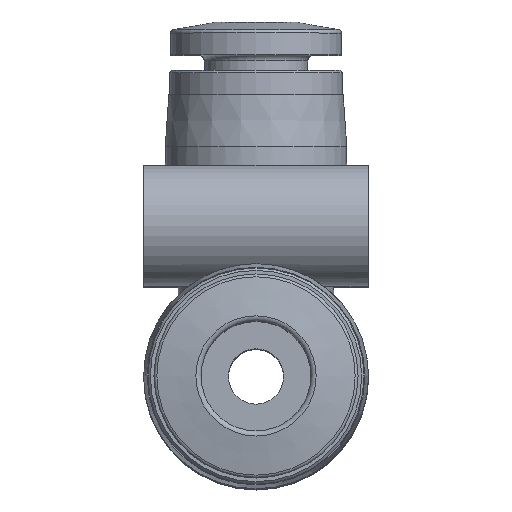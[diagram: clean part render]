
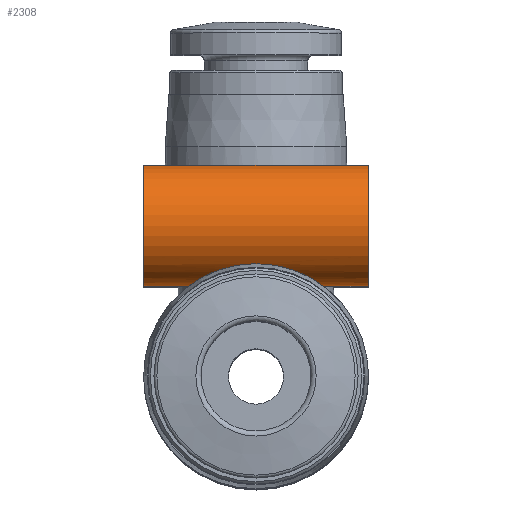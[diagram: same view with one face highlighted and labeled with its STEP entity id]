
A CAD part, top view. The second image highlights one B-rep face of the part: STEP entity #2308.
In plain terms, the highlighted cylindrical face has radius 3.5 mm (diameter 7 mm), a full revolution.
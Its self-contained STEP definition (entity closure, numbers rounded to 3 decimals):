
#129=B_SPLINE_CURVE_WITH_KNOTS('',3,(#3054,#3055,#3056,#3057),
 .UNSPECIFIED.,.F.,.F.,(4,4),(0.,0.002),
 .UNSPECIFIED.);
#132=B_SPLINE_CURVE_WITH_KNOTS('',3,(#3074,#3075,#3076,#3077,#3078,#3079,
#3080,#3081,#3082,#3083,#3084,#3085,#3086,#3087,#3088),.UNSPECIFIED.,.F.,
 .F.,(4,1,1,1,1,1,1,1,1,1,1,1,4),(0.003,0.004,
0.005,0.006,0.007,0.008,
0.01,0.012,0.013,0.014,
0.015,0.016,0.018),.UNSPECIFIED.);
#133=B_SPLINE_CURVE_WITH_KNOTS('',3,(#3101,#3102,#3103,#3104,#3105,#3106,
#3107,#3108,#3109,#3110,#3111),.UNSPECIFIED.,.F.,.F.,(4,1,1,1,1,1,1,1,4),
(0.015,0.017,0.019,0.02,
0.022,0.024,0.025,0.027,
0.029),.UNSPECIFIED.);
#134=B_SPLINE_CURVE_WITH_KNOTS('',3,(#3115,#3116,#3117,#3118),
 .UNSPECIFIED.,.F.,.F.,(4,4),(0.,0.003),
 .UNSPECIFIED.);
#135=B_SPLINE_CURVE_WITH_KNOTS('',3,(#3120,#3121,#3122,#3123),
 .UNSPECIFIED.,.F.,.F.,(4,4),(0.001,0.003),
 .UNSPECIFIED.);
#138=B_SPLINE_CURVE_WITH_KNOTS('',3,(#3137,#3138,#3139,#3140),
 .UNSPECIFIED.,.F.,.F.,(4,4),(0.,0.002),
 .UNSPECIFIED.);
#515=ORIENTED_EDGE('',*,*,#740,.F.);
#516=ORIENTED_EDGE('',*,*,#741,.T.);
#517=ORIENTED_EDGE('',*,*,#580,.T.);
#518=ORIENTED_EDGE('',*,*,#732,.T.);
#519=ORIENTED_EDGE('',*,*,#594,.T.);
#520=ORIENTED_EDGE('',*,*,#591,.T.);
#521=ORIENTED_EDGE('',*,*,#593,.T.);
#522=ORIENTED_EDGE('',*,*,#733,.F.);
#523=ORIENTED_EDGE('',*,*,#598,.T.);
#524=ORIENTED_EDGE('',*,*,#585,.T.);
#580=EDGE_CURVE('',#765,#766,#129,.T.);
#585=EDGE_CURVE('',#770,#765,#132,.T.);
#591=EDGE_CURVE('',#775,#774,#133,.T.);
#593=EDGE_CURVE('',#774,#777,#134,.T.);
#594=EDGE_CURVE('',#778,#775,#135,.T.);
#598=EDGE_CURVE('',#781,#770,#138,.T.);
#732=EDGE_CURVE('',#766,#778,#988,.F.);
#733=EDGE_CURVE('',#781,#777,#989,.F.);
#740=EDGE_CURVE('',#891,#891,#996,.T.);
#741=EDGE_CURVE('',#892,#892,#997,.T.);
#765=VERTEX_POINT('',#3058);
#766=VERTEX_POINT('',#3059);
#770=VERTEX_POINT('',#3089);
#774=VERTEX_POINT('',#3099);
#775=VERTEX_POINT('',#3100);
#777=VERTEX_POINT('',#3119);
#778=VERTEX_POINT('',#3124);
#781=VERTEX_POINT('',#3141);
#891=VERTEX_POINT('',#3643);
#892=VERTEX_POINT('',#3645);
#988=CIRCLE('',#2504,3.5);
#989=CIRCLE('',#2506,3.5);
#996=CIRCLE('',#2519,3.5);
#997=CIRCLE('',#2520,3.5);
#1162=EDGE_LOOP('',(#515));
#1163=EDGE_LOOP('',(#516));
#1164=EDGE_LOOP('',(#517,#518,#519,#520,#521,#522,#523,#524));
#1358=FACE_BOUND('',#1162,.T.);
#1359=FACE_BOUND('',#1163,.T.);
#1360=FACE_BOUND('',#1164,.T.);
#1436=CYLINDRICAL_SURFACE('',#2518,3.5);
#2308=ADVANCED_FACE('',(#1358,#1359,#1360),#1436,.T.);
#2504=AXIS2_PLACEMENT_3D('',#3623,#2929,#2930);
#2506=AXIS2_PLACEMENT_3D('',#3625,#2933,#2934);
#2518=AXIS2_PLACEMENT_3D('',#3641,#2957,#2958);
#2519=AXIS2_PLACEMENT_3D('',#3642,#2959,#2960);
#2520=AXIS2_PLACEMENT_3D('',#3644,#2961,#2962);
#2929=DIRECTION('',(1.,0.,0.));
#2930=DIRECTION('',(0.,0.,-1.));
#2933=DIRECTION('',(1.,0.,0.));
#2934=DIRECTION('',(0.,0.,-1.));
#2957=DIRECTION('',(1.,0.,0.));
#2958=DIRECTION('',(0.,0.,-1.));
#2959=DIRECTION('',(1.,0.,0.));
#2960=DIRECTION('',(0.,0.,-1.));
#2961=DIRECTION('',(1.,0.,0.));
#2962=DIRECTION('',(0.,0.,-1.));
#3054=CARTESIAN_POINT('',(-2.339,6.6,15.2));
#3055=CARTESIAN_POINT('',(-1.902,6.483,15.287));
#3056=CARTESIAN_POINT('',(-1.456,6.402,15.359));
#3057=CARTESIAN_POINT('',(-1.,6.354,15.403));
#3058=CARTESIAN_POINT('',(-2.339,6.6,15.2));
#3059=CARTESIAN_POINT('',(-1.,6.354,15.403));
#3074=CARTESIAN_POINT('',(2.339,6.6,15.2));
#3075=CARTESIAN_POINT('',(2.833,6.928,14.954));
#3076=CARTESIAN_POINT('',(3.362,7.701,14.537));
#3077=CARTESIAN_POINT('',(3.436,9.01,14.468));
#3078=CARTESIAN_POINT('',(3.185,9.931,14.684));
#3079=CARTESIAN_POINT('',(2.636,10.646,15.062));
#3080=CARTESIAN_POINT('',(1.602,11.248,15.563));
#3081=CARTESIAN_POINT('',(0.001,11.469,15.874));
#3082=CARTESIAN_POINT('',(-1.596,11.249,15.565));
#3083=CARTESIAN_POINT('',(-2.63,10.651,15.066));
#3084=CARTESIAN_POINT('',(-3.182,9.937,14.686));
#3085=CARTESIAN_POINT('',(-3.436,9.018,14.469));
#3086=CARTESIAN_POINT('',(-3.364,7.708,14.535));
#3087=CARTESIAN_POINT('',(-2.836,6.929,14.953));
#3088=CARTESIAN_POINT('',(-2.339,6.6,15.2));
#3089=CARTESIAN_POINT('',(2.339,6.6,15.2));
#3099=CARTESIAN_POINT('',(3.6,5.412,16.8));
#3100=CARTESIAN_POINT('',(-3.6,5.412,16.8));
#3101=CARTESIAN_POINT('',(-3.6,5.412,16.8));
#3102=CARTESIAN_POINT('',(-3.863,5.237,17.28));
#3103=CARTESIAN_POINT('',(-4.055,5.082,18.484));
#3104=CARTESIAN_POINT('',(-3.198,5.719,19.977));
#3105=CARTESIAN_POINT('',(-1.69,6.354,20.611));
#3106=CARTESIAN_POINT('',(0.011,6.574,20.778));
#3107=CARTESIAN_POINT('',(1.696,6.352,20.609));
#3108=CARTESIAN_POINT('',(3.203,5.717,19.971));
#3109=CARTESIAN_POINT('',(4.054,5.082,18.487));
#3110=CARTESIAN_POINT('',(3.861,5.238,17.277));
#3111=CARTESIAN_POINT('',(3.6,5.412,16.8));
#3115=CARTESIAN_POINT('',(3.6,5.412,16.8));
#3116=CARTESIAN_POINT('',(2.771,5.541,16.448));
#3117=CARTESIAN_POINT('',(1.909,5.682,16.225));
#3118=CARTESIAN_POINT('',(1.,5.742,16.129));
#3119=CARTESIAN_POINT('',(1.,5.742,16.129));
#3120=CARTESIAN_POINT('',(-1.,5.742,16.129));
#3121=CARTESIAN_POINT('',(-1.898,5.682,16.224));
#3122=CARTESIAN_POINT('',(-2.769,5.541,16.447));
#3123=CARTESIAN_POINT('',(-3.6,5.412,16.8));
#3124=CARTESIAN_POINT('',(-1.,5.742,16.129));
#3137=CARTESIAN_POINT('',(1.,6.354,15.403));
#3138=CARTESIAN_POINT('',(1.456,6.402,15.359));
#3139=CARTESIAN_POINT('',(1.902,6.483,15.287));
#3140=CARTESIAN_POINT('',(2.339,6.6,15.2));
#3141=CARTESIAN_POINT('',(1.,6.354,15.403));
#3623=CARTESIAN_POINT('',(-1.,8.7,18.));
#3625=CARTESIAN_POINT('',(1.,8.7,18.));
#3641=CARTESIAN_POINT('',(6.5,8.7,18.));
#3642=CARTESIAN_POINT('',(6.5,8.7,18.));
#3643=CARTESIAN_POINT('',(6.5,8.7,14.5));
#3644=CARTESIAN_POINT('',(-6.5,8.7,18.));
#3645=CARTESIAN_POINT('',(-6.5,8.7,14.5));
